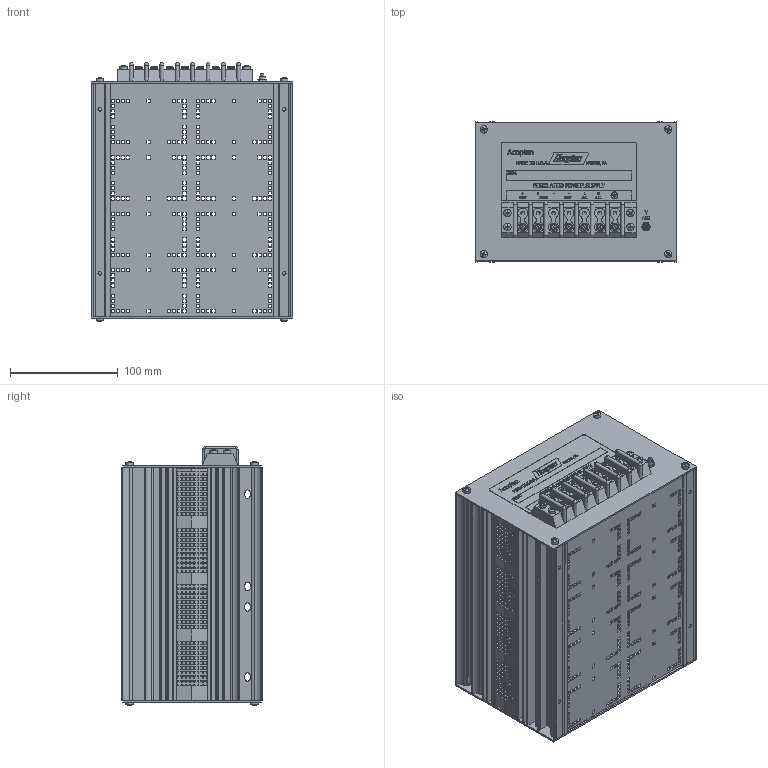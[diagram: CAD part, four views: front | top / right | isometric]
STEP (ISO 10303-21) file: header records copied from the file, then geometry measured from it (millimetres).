
FILE_DESCRIPTION((''),'2;1');
FILE_NAME('H8 GENERIC CASE.stp','2012-06-28T09:27:44',('JcD'),('Engineering'),'Autodesk Inventor 2013','Autodesk Inventor 2013','Acopian Technical Company');
FILE_SCHEMA(('AUTOMOTIVE_DESIGN { 1 0 10303 214 1 1 1 1 }'));
Length unit declared in the file: inch
Products named in the file (13): H8 GENERIC CASE; E400- COVER, FRONT; E400-5 H8 EXTRUSION, 5.25IN LEFT HEAT SINK; E400-5 H8 EXTRUSION, 5.25IN RIGHT HEAT SINK; E400- COVER, REAR; E400-3, SCREEN H8; H8 HEATSINK SCREEN; smallpot; Cross Recessed Fillister Head Tapping Screw - Type B - Type I No. 8 - 18 - 1/2; Cross Recessed Fillister Head Tapping Screw - Type B - Type I No. 8 - 18 - 3/4; NUT-SML POT; barrierstrip-30A_7pole; decal H casel
Assembly tree (24 placements, depth 2):
  H8 GENERIC CASE
    E400- COVER, FRONT
    E400-5 H8 EXTRUSION, 5.25IN LEFT HEAT SINK
    E400-5 H8 EXTRUSION, 5.25IN RIGHT HEAT SINK
    E400- COVER, REAR
    E400-3, SCREEN H8  x2
    H8 HEATSINK SCREEN  x2
    smallpot
    Cross Recessed Fillister Head Tapping Screw - Type B - Type I No. 8 - 18 - 1/2  x8
    Cross Recessed Fillister Head Tapping Screw - Type B - Type I No. 8 - 18 - 3/4  x4
    NUT-SML POT
    barrierstrip-30A_7pole
    decal H casel
Bounding box: 187.57 x 130.18 x 240.59 mm (x, y, z)
Volume: 637333.8 mm3; surface area: 534904.9 mm2
Topology: 24 solids, 24 shells, 6221 faces, 18369 edges, 12230 vertices
Faces by surface type: plane 5281, bspline 425, cylinder 314, cone 122, torus 67, sphere 12
Full cylindrical faces by diameter (mm): 3.302 x4, 3.485 x7, 3.556 x4, 3.572 x1, 4.166 x12, 4.75 x8, 5.156 x4, 5.556 x1, 6.096 x1, 6.35 x1, 6.444 x1, 6.621 x7, 6.858 x12, 9.525 x7, 12.368 x1
Entity records: 137844 total; most frequent: CARTESIAN_POINT 31770, ORIENTED_EDGE 23068, DIRECTION 18509, EDGE_CURVE 11534, VECTOR 9869, LINE 9869, VERTEX_POINT 7717, EDGE_LOOP 5210
